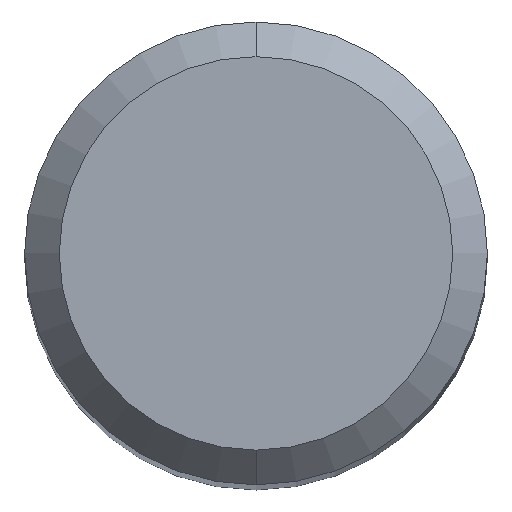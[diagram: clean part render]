
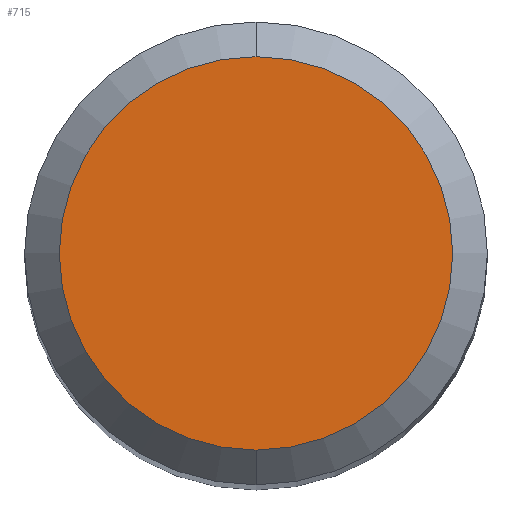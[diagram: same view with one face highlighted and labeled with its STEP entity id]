
A CAD part, top view. The second image highlights one B-rep face of the part: STEP entity #715.
In plain terms, the highlighted planar face has unit normal (0, 0, 1).
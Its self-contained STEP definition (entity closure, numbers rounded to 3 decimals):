
#715=ADVANCED_FACE('',(#1573),#1574,.T.);
#777=EDGE_CURVE('',#1005,#1091,#1642,.T.);
#811=EDGE_CURVE('',#1091,#1005,#1679,.T.);
#1005=VERTEX_POINT('',#1886);
#1091=VERTEX_POINT('',#1977);
#1573=FACE_OUTER_BOUND('',#3359,.T.);
#1574=PLANE('',#3360);
#1642=CIRCLE('',#3607,1.7);
#1679=CIRCLE('',#3801,1.7);
#1886=CARTESIAN_POINT('',(0.,-1.7,0.0));
#1977=CARTESIAN_POINT('',(0.0,1.7,0.0));
#3359=EDGE_LOOP('',(#6139,#6140));
#3360=AXIS2_PLACEMENT_3D('',#6141,#6142,#6143);
#3607=AXIS2_PLACEMENT_3D('',#6239,#6240,#6241);
#3801=AXIS2_PLACEMENT_3D('',#6278,#6279,#6280);
#6139=ORIENTED_EDGE('',*,*,#811,.F.);
#6140=ORIENTED_EDGE('',*,*,#777,.F.);
#6141=CARTESIAN_POINT('',(0.0,0.85,0.0));
#6142=DIRECTION('',(-0.0,0.0,1.0));
#6143=DIRECTION('',(0.0,-1.0,0.0));
#6239=CARTESIAN_POINT('',(0.0,0.0,0.0));
#6240=DIRECTION('',(0.0,0.0,-1.0));
#6241=DIRECTION('',(0.0,1.0,0.0));
#6278=CARTESIAN_POINT('',(0.0,0.0,0.0));
#6279=DIRECTION('',(0.0,0.0,-1.0));
#6280=DIRECTION('',(0.0,1.0,0.0));
